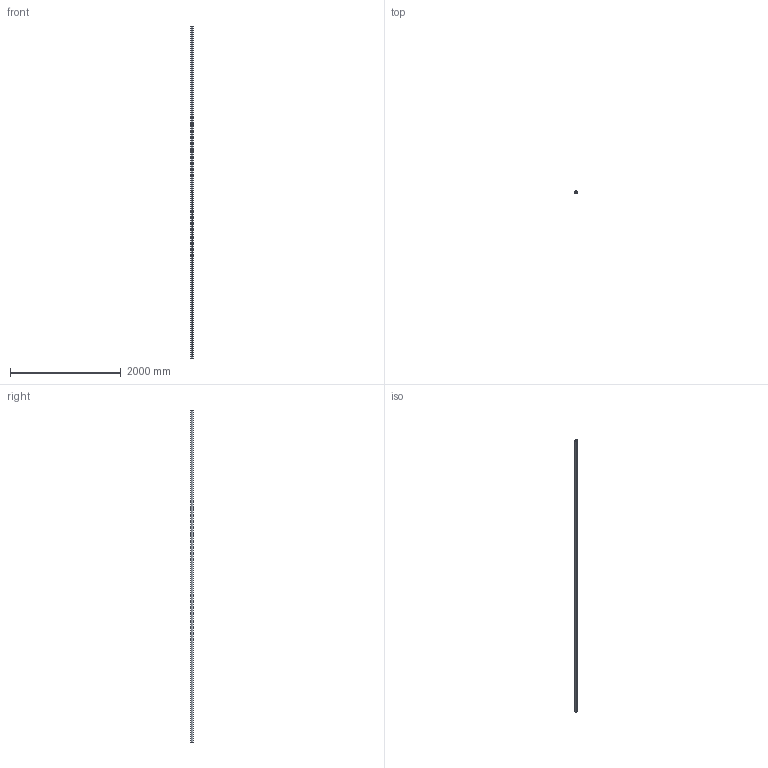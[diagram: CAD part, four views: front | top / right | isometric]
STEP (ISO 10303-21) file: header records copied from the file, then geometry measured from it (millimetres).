
FILE_DESCRIPTION (( 'STEP AP203' ), '1' );
FILE_NAME ('60331-V4A.step', '2022-06-27T14:25:02', ( '' ), ( '' ), 'SwSTEP 2.0', 'SolidWorks 2018', '' );
FILE_SCHEMA (( 'CONFIG_CONTROL_DESIGN' ));
Length unit declared in the file: millimetre
Products named in the file (1): 60331-V4A
Bounding box: 48.24 x 41.97 x 6000 mm (x, y, z)
Volume: 1813898.8 mm3; surface area: 2419149.5 mm2
Topology: 1 solids, 1 shells, 283 faces, 768 edges, 512 vertices
Faces by surface type: plane 159, bspline 114, cylinder 10
Entity records: 14147 total; most frequent: CARTESIAN_POINT 7686, ORIENTED_EDGE 1536, DIRECTION 900, EDGE_CURVE 768, VECTOR 520, LINE 520, VERTEX_POINT 512, EDGE_LOOP 310
